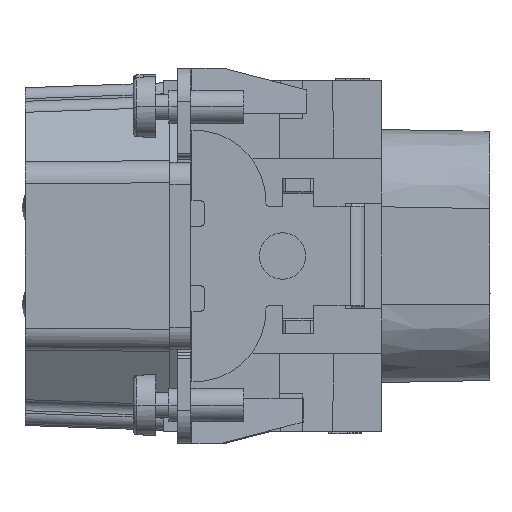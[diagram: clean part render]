
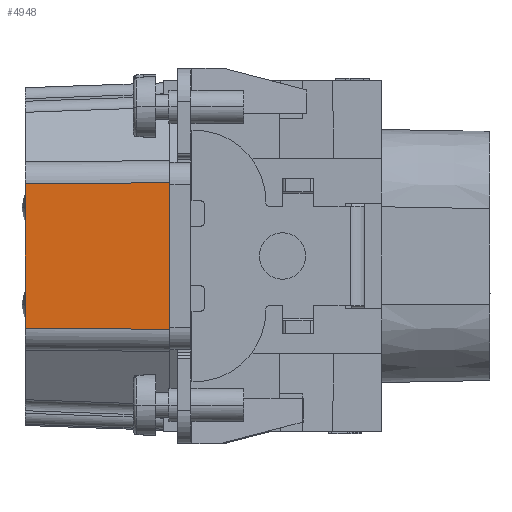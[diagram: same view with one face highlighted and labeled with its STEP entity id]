
A CAD part, left-side view. The second image highlights one B-rep face of the part: STEP entity #4948.
In plain terms, the highlighted planar face has unit normal (-1, 0.009, 0).
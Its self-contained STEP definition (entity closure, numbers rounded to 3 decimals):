
#2350=FACE_OUTER_BOUND('',#10744,.T.);
#4948=ADVANCED_FACE('',(#2350),#7669,.T.);
#7669=PLANE('',#53158);
#10744=EDGE_LOOP('',(#14743,#14744,#14745,#14746));
#14743=ORIENTED_EDGE('',*,*,#34206,.F.);
#14744=ORIENTED_EDGE('',*,*,#34800,.T.);
#14745=ORIENTED_EDGE('',*,*,#34301,.T.);
#14746=ORIENTED_EDGE('',*,*,#34289,.F.);
#29188=VERTEX_POINT('',#70937);
#29189=VERTEX_POINT('',#70939);
#29271=VERTEX_POINT('',#71331);
#29282=VERTEX_POINT('',#71355);
#34206=EDGE_CURVE('',#29188,#29189,#41873,.T.);
#34289=EDGE_CURVE('',#29189,#29271,#41923,.T.);
#34301=EDGE_CURVE('',#29282,#29271,#41933,.T.);
#34800=EDGE_CURVE('',#29188,#29282,#42327,.T.);
#41873=LINE('',#70938,#47389);
#41923=LINE('',#71330,#47439);
#41933=LINE('',#71354,#47449);
#42327=LINE('',#72366,#47843);
#47389=VECTOR('',#57099,1.);
#47439=VECTOR('',#57153,1.);
#47449=VECTOR('',#57169,1.);
#47843=VECTOR('',#58071,1.);
#53158=AXIS2_PLACEMENT_3D('',#72368,#58074,#58075);
#57099=DIRECTION('',(0.,0.,1.));
#57153=DIRECTION('',(-0.009,-1.,0.009));
#57169=DIRECTION('',(0.,0.,1.));
#58071=DIRECTION('',(-0.009,-1.,-0.009));
#58074=DIRECTION('',(-1.,0.009,0.));
#58075=DIRECTION('',(0.,0.,-1.));
#70937=CARTESIAN_POINT('',(-54.126,0.,-6.53));
#70938=CARTESIAN_POINT('',(-54.126,0.,-6.53));
#70939=CARTESIAN_POINT('',(-54.126,0.,6.53));
#71330=CARTESIAN_POINT('',(-54.126,0.,6.53));
#71331=CARTESIAN_POINT('',(-54.24,-13.1,6.644));
#71354=CARTESIAN_POINT('',(-54.24,-13.1,-6.644));
#71355=CARTESIAN_POINT('',(-54.24,-13.1,-6.644));
#72366=CARTESIAN_POINT('',(-54.126,0.,-6.53));
#72368=CARTESIAN_POINT('',(-54.126,0.,-11.87));
